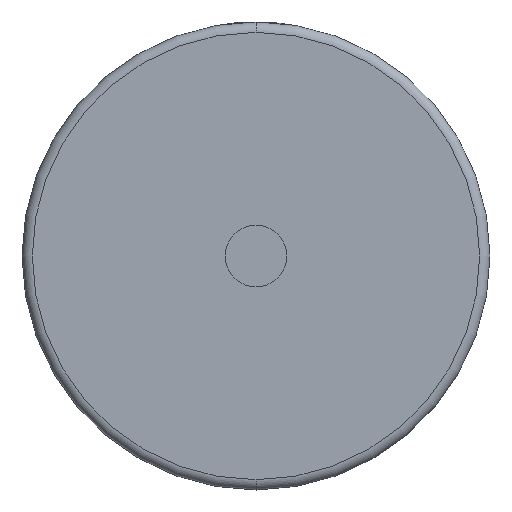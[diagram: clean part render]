
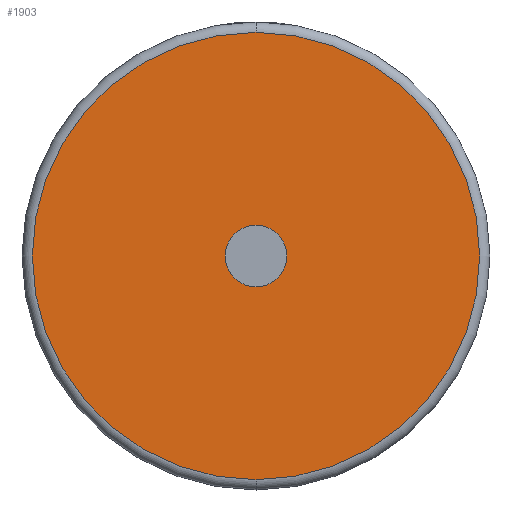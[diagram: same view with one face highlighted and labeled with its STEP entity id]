
A CAD part, front view. The second image highlights one B-rep face of the part: STEP entity #1903.
In plain terms, the highlighted planar face has unit normal (0, -1, 0).
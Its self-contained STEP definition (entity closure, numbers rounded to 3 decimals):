
#143 = CARTESIAN_POINT ( 'NONE',  ( 0., 0., 43.5 ) ) ;
#313 = DIRECTION ( 'NONE',  ( 0., 0., 1. ) ) ;
#404 = ORIENTED_EDGE ( 'NONE', *, *, #1362, .T. ) ;
#408 = CARTESIAN_POINT ( 'NONE',  ( 0., 0., -43.5 ) ) ;
#485 = ORIENTED_EDGE ( 'NONE', *, *, #2845, .F. ) ;
#553 = DIRECTION ( 'NONE',  ( 0., -1., 0. ) ) ;
#567 = AXIS2_PLACEMENT_3D ( 'NONE', #3664, #3146, #3438 ) ;
#594 = AXIS2_PLACEMENT_3D ( 'NONE', #2603, #553, #1118 ) ;
#713 = VERTEX_POINT ( 'NONE', #408 ) ;
#748 = DIRECTION ( 'NONE',  ( 0., 0., 1. ) ) ;
#843 = CIRCLE ( 'NONE', #2573, 43.5 ) ;
#860 = ORIENTED_EDGE ( 'NONE', *, *, #3604, .T. ) ;
#960 = CARTESIAN_POINT ( 'NONE',  ( 0., 0., -6. ) ) ;
#1065 = CARTESIAN_POINT ( 'NONE',  ( 0., 0., 0. ) ) ;
#1079 = DIRECTION ( 'NONE',  ( 0., 1., 0. ) ) ;
#1118 = DIRECTION ( 'NONE',  ( 0., 0., 1. ) ) ;
#1170 = VERTEX_POINT ( 'NONE', #143 ) ;
#1176 = CARTESIAN_POINT ( 'NONE',  ( 0., 0., 0. ) ) ;
#1179 = AXIS2_PLACEMENT_3D ( 'NONE', #1065, #1079, #748 ) ;
#1202 = CARTESIAN_POINT ( 'NONE',  ( 0., 0., 6. ) ) ;
#1228 = DIRECTION ( 'NONE',  ( 0., 0., 1. ) ) ;
#1362 = EDGE_CURVE ( 'NONE', #713, #1170, #2948, .T. ) ;
#1490 = DIRECTION ( 'NONE',  ( 0., -1., 0. ) ) ;
#1764 = CARTESIAN_POINT ( 'NONE',  ( 0., 0., 0. ) ) ;
#1903 = ADVANCED_FACE ( 'NONE', ( #3768, #3092 ), #3292, .F. ) ;
#1992 = EDGE_CURVE ( 'NONE', #3074, #2697, #2149, .T. ) ;
#2077 = ORIENTED_EDGE ( 'NONE', *, *, #1992, .F. ) ;
#2149 = CIRCLE ( 'NONE', #594, 6. ) ;
#2388 = DIRECTION ( 'NONE',  ( 0., -1., 0. ) ) ;
#2573 = AXIS2_PLACEMENT_3D ( 'NONE', #1764, #2388, #1228 ) ;
#2603 = CARTESIAN_POINT ( 'NONE',  ( 0., 0., 0. ) ) ;
#2697 = VERTEX_POINT ( 'NONE', #1202 ) ;
#2706 = EDGE_LOOP ( 'NONE', ( #860, #404 ) ) ;
#2845 = EDGE_CURVE ( 'NONE', #2697, #3074, #2926, .T. ) ;
#2926 = CIRCLE ( 'NONE', #567, 6. ) ;
#2948 = CIRCLE ( 'NONE', #3397, 43.5 ) ;
#3074 = VERTEX_POINT ( 'NONE', #960 ) ;
#3092 = FACE_BOUND ( 'NONE', #3389, .T. ) ;
#3146 = DIRECTION ( 'NONE',  ( 0., -1., 0. ) ) ;
#3292 = PLANE ( 'NONE',  #1179 ) ;
#3389 = EDGE_LOOP ( 'NONE', ( #485, #2077 ) ) ;
#3397 = AXIS2_PLACEMENT_3D ( 'NONE', #1176, #1490, #313 ) ;
#3438 = DIRECTION ( 'NONE',  ( 0., 0., 1. ) ) ;
#3604 = EDGE_CURVE ( 'NONE', #1170, #713, #843, .T. ) ;
#3664 = CARTESIAN_POINT ( 'NONE',  ( 0., 0., 0. ) ) ;
#3768 = FACE_OUTER_BOUND ( 'NONE', #2706, .T. ) ;
